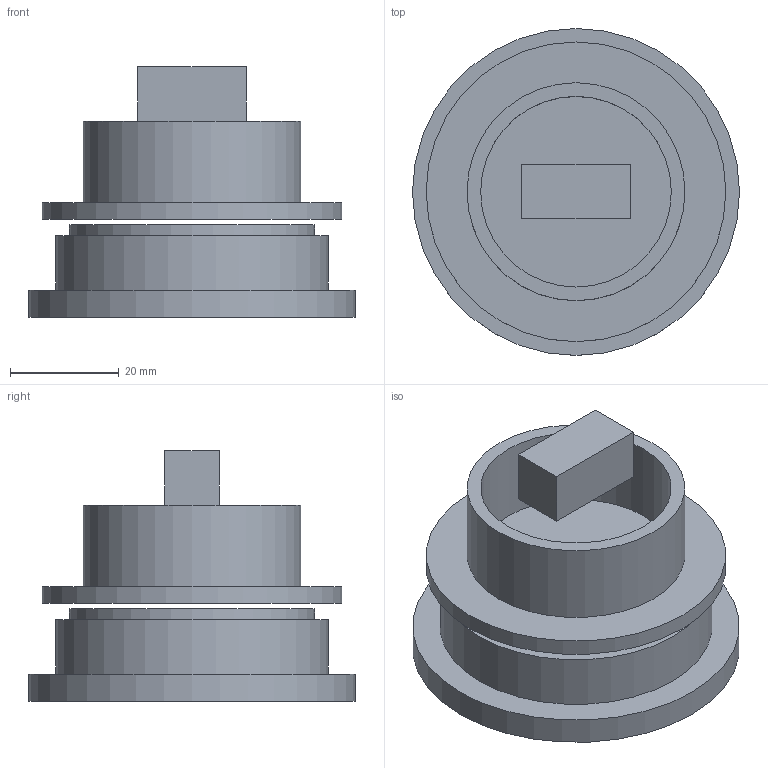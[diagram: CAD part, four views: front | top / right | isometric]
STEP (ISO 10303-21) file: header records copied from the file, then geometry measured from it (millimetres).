
FILE_DESCRIPTION(('FreeCAD Model'),'2;1');
FILE_NAME('Open CASCADE Shape Model','2025-11-14T20:44:37',('Author'),( ''),'Open CASCADE STEP processor 7.8','FreeCAD','Unknown');
FILE_SCHEMA(('AUTOMOTIVE_DESIGN { 1 0 10303 214 1 1 1 1 }'));
Length unit declared in the file: millimetre
Products named in the file (1): Shape
Bounding box: 60 x 60 x 46 mm (x, y, z)
Volume: 24776.5 mm3; surface area: 20454.3 mm2
Topology: 5 solids, 5 shells, 24 faces, 36 edges, 24 vertices
Faces by surface type: plane 16, cylinder 8
Full cylindrical faces by diameter (mm): 35 x1, 40 x1, 45 x2, 50 x2, 55 x1, 60 x1
Entity records: 1069 total; most frequent: DIRECTION 172, CARTESIAN_POINT 159, LINE 74, VECTOR 74, ORIENTED_EDGE 72, PCURVE 72, DEFINITIONAL_REPRESENTATION 72, AXIS2_PLACEMENT_3D 41
